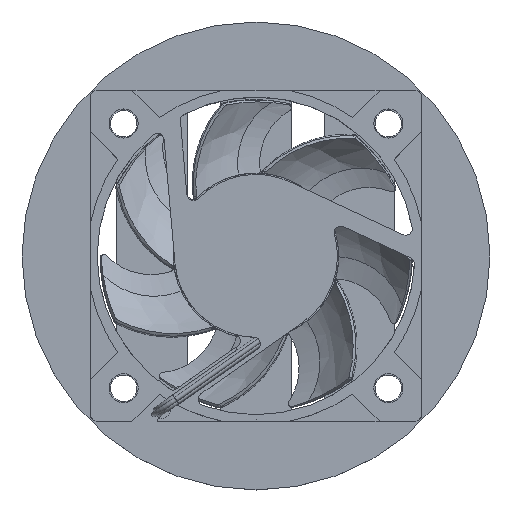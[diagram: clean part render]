
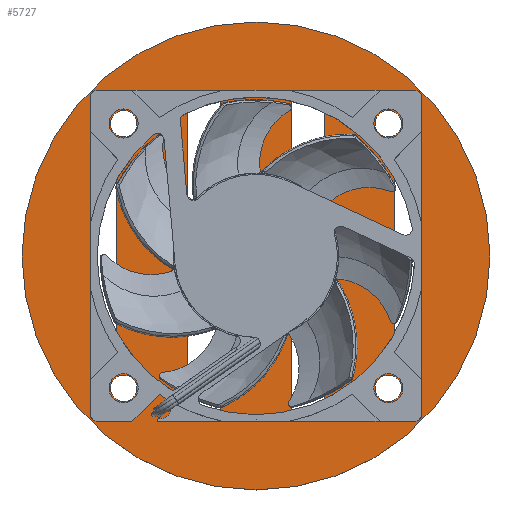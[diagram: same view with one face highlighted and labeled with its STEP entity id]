
A CAD part, top view. The second image highlights one B-rep face of the part: STEP entity #5727.
In plain terms, the highlighted planar face has unit normal (0, 0, 1).
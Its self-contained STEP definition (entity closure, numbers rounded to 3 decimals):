
#488=FACE_BOUND('',#1261,.T.);
#489=FACE_BOUND('',#1262,.T.);
#490=FACE_BOUND('',#1263,.T.);
#491=FACE_BOUND('',#1264,.T.);
#492=FACE_BOUND('',#1265,.T.);
#493=FACE_BOUND('',#1266,.T.);
#494=FACE_BOUND('',#1267,.T.);
#495=FACE_BOUND('',#1268,.T.);
#496=FACE_BOUND('',#1269,.T.);
#584=PLANE('',#6220);
#912=FACE_OUTER_BOUND('',#1260,.T.);
#1260=EDGE_LOOP('',(#5321));
#1261=EDGE_LOOP('',(#5322));
#1262=EDGE_LOOP('',(#5323));
#1263=EDGE_LOOP('',(#5324,#5325,#5326,#5327));
#1264=EDGE_LOOP('',(#5328));
#1265=EDGE_LOOP('',(#5329));
#1266=EDGE_LOOP('',(#5330,#5331,#5332,#5333));
#1267=EDGE_LOOP('',(#5334));
#1268=EDGE_LOOP('',(#5335,#5336,#5337,#5338));
#1269=EDGE_LOOP('',(#5339,#5340,#5341,#5342));
#1560=CIRCLE('',#6171,35.355);
#1575=CIRCLE('',#6196,6.1);
#1576=CIRCLE('',#6199,6.1);
#1577=CIRCLE('',#6201,2.);
#1578=CIRCLE('',#6203,3.1);
#1579=CIRCLE('',#6209,2.);
#1580=CIRCLE('',#6211,2.);
#1581=CIRCLE('',#6213,6.1);
#1582=CIRCLE('',#6216,6.1);
#1583=CIRCLE('',#6219,2.);
#1857=LINE('',#26182,#2163);
#1860=LINE('',#26187,#2166);
#1862=LINE('',#26191,#2168);
#1864=LINE('',#26194,#2170);
#1865=LINE('',#26198,#2171);
#1869=LINE('',#26207,#2175);
#1873=LINE('',#26222,#2179);
#1876=LINE('',#26227,#2182);
#1878=LINE('',#26231,#2184);
#1880=LINE('',#26234,#2186);
#1885=LINE('',#26251,#2191);
#1888=LINE('',#26258,#2194);
#2163=VECTOR('',#7387,10.);
#2166=VECTOR('',#7392,10.);
#2168=VECTOR('',#7396,10.);
#2170=VECTOR('',#7400,10.);
#2171=VECTOR('',#7403,10.);
#2175=VECTOR('',#7413,10.);
#2179=VECTOR('',#7431,10.);
#2182=VECTOR('',#7436,10.);
#2184=VECTOR('',#7440,10.);
#2186=VECTOR('',#7444,10.);
#2191=VECTOR('',#7463,10.);
#2194=VECTOR('',#7472,10.);
#2692=VERTEX_POINT('',#26065);
#2721=VERTEX_POINT('',#26180);
#2722=VERTEX_POINT('',#26181);
#2723=VERTEX_POINT('',#26186);
#2724=VERTEX_POINT('',#26190);
#2725=VERTEX_POINT('',#26196);
#2726=VERTEX_POINT('',#26197);
#2727=VERTEX_POINT('',#26202);
#2728=VERTEX_POINT('',#26206);
#2729=VERTEX_POINT('',#26212);
#2730=VERTEX_POINT('',#26216);
#2731=VERTEX_POINT('',#26220);
#2732=VERTEX_POINT('',#26221);
#2733=VERTEX_POINT('',#26226);
#2734=VERTEX_POINT('',#26230);
#2735=VERTEX_POINT('',#26236);
#2736=VERTEX_POINT('',#26240);
#2737=VERTEX_POINT('',#26244);
#2738=VERTEX_POINT('',#26245);
#2739=VERTEX_POINT('',#26250);
#2740=VERTEX_POINT('',#26254);
#2741=VERTEX_POINT('',#26260);
#3534=EDGE_CURVE('',#2692,#2692,#1560,.T.);
#3567=EDGE_CURVE('',#2721,#2722,#1857,.T.);
#3570=EDGE_CURVE('',#2723,#2721,#1860,.T.);
#3572=EDGE_CURVE('',#2724,#2723,#1862,.T.);
#3574=EDGE_CURVE('',#2722,#2724,#1864,.T.);
#3575=EDGE_CURVE('',#2725,#2726,#1865,.T.);
#3578=EDGE_CURVE('',#2727,#2725,#1575,.T.);
#3580=EDGE_CURVE('',#2728,#2727,#1869,.T.);
#3582=EDGE_CURVE('',#2726,#2728,#1576,.T.);
#3584=EDGE_CURVE('',#2729,#2729,#1577,.T.);
#3586=EDGE_CURVE('',#2730,#2730,#1578,.T.);
#3587=EDGE_CURVE('',#2731,#2732,#1873,.T.);
#3590=EDGE_CURVE('',#2733,#2731,#1876,.T.);
#3592=EDGE_CURVE('',#2734,#2733,#1878,.T.);
#3594=EDGE_CURVE('',#2732,#2734,#1880,.T.);
#3596=EDGE_CURVE('',#2735,#2735,#1579,.T.);
#3598=EDGE_CURVE('',#2736,#2736,#1580,.T.);
#3599=EDGE_CURVE('',#2737,#2738,#1581,.T.);
#3602=EDGE_CURVE('',#2739,#2737,#1885,.T.);
#3604=EDGE_CURVE('',#2740,#2739,#1582,.T.);
#3606=EDGE_CURVE('',#2738,#2740,#1888,.T.);
#3608=EDGE_CURVE('',#2741,#2741,#1583,.T.);
#5321=ORIENTED_EDGE('',*,*,#3534,.F.);
#5322=ORIENTED_EDGE('',*,*,#3586,.F.);
#5323=ORIENTED_EDGE('',*,*,#3608,.F.);
#5324=ORIENTED_EDGE('',*,*,#3606,.F.);
#5325=ORIENTED_EDGE('',*,*,#3599,.F.);
#5326=ORIENTED_EDGE('',*,*,#3602,.F.);
#5327=ORIENTED_EDGE('',*,*,#3604,.F.);
#5328=ORIENTED_EDGE('',*,*,#3598,.F.);
#5329=ORIENTED_EDGE('',*,*,#3596,.F.);
#5330=ORIENTED_EDGE('',*,*,#3594,.F.);
#5331=ORIENTED_EDGE('',*,*,#3587,.F.);
#5332=ORIENTED_EDGE('',*,*,#3590,.F.);
#5333=ORIENTED_EDGE('',*,*,#3592,.F.);
#5334=ORIENTED_EDGE('',*,*,#3584,.F.);
#5335=ORIENTED_EDGE('',*,*,#3582,.F.);
#5336=ORIENTED_EDGE('',*,*,#3575,.F.);
#5337=ORIENTED_EDGE('',*,*,#3578,.F.);
#5338=ORIENTED_EDGE('',*,*,#3580,.F.);
#5339=ORIENTED_EDGE('',*,*,#3574,.F.);
#5340=ORIENTED_EDGE('',*,*,#3567,.F.);
#5341=ORIENTED_EDGE('',*,*,#3570,.F.);
#5342=ORIENTED_EDGE('',*,*,#3572,.F.);
#5727=ADVANCED_FACE('',(#912,#488,#489,#490,#491,#492,#493,#494,#495,#496),
#584,.F.);
#6171=AXIS2_PLACEMENT_3D('',#26067,#7332,#7333);
#6196=AXIS2_PLACEMENT_3D('',#26203,#7408,#7409);
#6199=AXIS2_PLACEMENT_3D('',#26210,#7417,#7418);
#6201=AXIS2_PLACEMENT_3D('',#26214,#7422,#7423);
#6203=AXIS2_PLACEMENT_3D('',#26218,#7427,#7428);
#6209=AXIS2_PLACEMENT_3D('',#26238,#7448,#7449);
#6211=AXIS2_PLACEMENT_3D('',#26242,#7453,#7454);
#6213=AXIS2_PLACEMENT_3D('',#26246,#7457,#7458);
#6216=AXIS2_PLACEMENT_3D('',#26255,#7467,#7468);
#6219=AXIS2_PLACEMENT_3D('',#26262,#7476,#7477);
#6220=AXIS2_PLACEMENT_3D('',#26263,#7478,#7479);
#7332=DIRECTION('center_axis',(0.,0.,-1.));
#7333=DIRECTION('ref_axis',(1.,0.,0.));
#7387=DIRECTION('',(0.,-1.,0.));
#7392=DIRECTION('',(-1.,0.,0.));
#7396=DIRECTION('',(0.,1.,0.));
#7400=DIRECTION('',(1.,0.,0.));
#7403=DIRECTION('',(0.,1.,0.));
#7408=DIRECTION('center_axis',(0.,0.,-1.));
#7409=DIRECTION('ref_axis',(1.,0.,0.));
#7413=DIRECTION('',(0.,-1.,0.));
#7417=DIRECTION('center_axis',(0.,0.,-1.));
#7418=DIRECTION('ref_axis',(1.,0.,0.));
#7422=DIRECTION('center_axis',(0.,0.,1.));
#7423=DIRECTION('ref_axis',(1.,0.,0.));
#7427=DIRECTION('center_axis',(0.,0.,1.));
#7428=DIRECTION('ref_axis',(1.,0.,0.));
#7431=DIRECTION('',(0.,-1.,0.));
#7436=DIRECTION('',(-1.,0.,0.));
#7440=DIRECTION('',(0.,1.,0.));
#7444=DIRECTION('',(1.,0.,0.));
#7448=DIRECTION('center_axis',(0.,0.,1.));
#7449=DIRECTION('ref_axis',(1.,0.,0.));
#7453=DIRECTION('center_axis',(0.,0.,1.));
#7454=DIRECTION('ref_axis',(1.,0.,0.));
#7457=DIRECTION('center_axis',(0.,0.,-1.));
#7458=DIRECTION('ref_axis',(1.,0.,0.));
#7463=DIRECTION('',(0.,1.,0.));
#7467=DIRECTION('center_axis',(0.,0.,-1.));
#7468=DIRECTION('ref_axis',(1.,0.,0.));
#7472=DIRECTION('',(0.,-1.,0.));
#7476=DIRECTION('center_axis',(0.,0.,1.));
#7477=DIRECTION('ref_axis',(1.,0.,0.));
#7478=DIRECTION('center_axis',(0.,0.,-1.));
#7479=DIRECTION('ref_axis',(1.,0.,0.));
#26065=CARTESIAN_POINT('',(-35.355,0.,-80.));
#26067=CARTESIAN_POINT('Origin',(0.,0.,-80.));
#26180=CARTESIAN_POINT('',(5.3,25.,-80.));
#26181=CARTESIAN_POINT('',(5.3,-25.,-80.));
#26182=CARTESIAN_POINT('',(5.3,30.,-80.));
#26186=CARTESIAN_POINT('',(10.3,25.,-80.));
#26187=CARTESIAN_POINT('',(-25.,25.,-80.));
#26190=CARTESIAN_POINT('',(10.3,-25.,-80.));
#26191=CARTESIAN_POINT('',(10.3,-30.,-80.));
#26194=CARTESIAN_POINT('',(25.,-25.,-80.));
#26196=CARTESIAN_POINT('',(25.,-16.506,-80.));
#26197=CARTESIAN_POINT('',(25.,16.506,-80.));
#26198=CARTESIAN_POINT('',(25.,25.,-80.));
#26202=CARTESIAN_POINT('',(21.,-13.983,-80.));
#26203=CARTESIAN_POINT('Origin',(20.,-20.,-80.));
#26206=CARTESIAN_POINT('',(21.,13.983,-80.));
#26207=CARTESIAN_POINT('',(21.,30.,-80.));
#26210=CARTESIAN_POINT('Origin',(20.,20.,-80.));
#26212=CARTESIAN_POINT('',(18.,-20.,-80.));
#26214=CARTESIAN_POINT('Origin',(20.,-20.,-80.));
#26216=CARTESIAN_POINT('',(-3.1,0.,-80.));
#26218=CARTESIAN_POINT('Origin',(0.,0.,-80.));
#26220=CARTESIAN_POINT('',(-10.4,25.,-80.));
#26221=CARTESIAN_POINT('',(-10.4,-25.,-80.));
#26222=CARTESIAN_POINT('',(-10.4,30.,-80.));
#26226=CARTESIAN_POINT('',(-5.4,25.,-80.));
#26227=CARTESIAN_POINT('',(-25.,25.,-80.));
#26230=CARTESIAN_POINT('',(-5.4,-25.,-80.));
#26231=CARTESIAN_POINT('',(-5.4,-30.,-80.));
#26234=CARTESIAN_POINT('',(25.,-25.,-80.));
#26236=CARTESIAN_POINT('',(18.,20.,-80.));
#26238=CARTESIAN_POINT('Origin',(20.,20.,-80.));
#26240=CARTESIAN_POINT('',(-22.,20.,-80.));
#26242=CARTESIAN_POINT('Origin',(-20.,20.,-80.));
#26244=CARTESIAN_POINT('',(-21.1,14.,-80.));
#26245=CARTESIAN_POINT('',(-25.,16.506,-80.));
#26246=CARTESIAN_POINT('Origin',(-20.,20.,-80.));
#26250=CARTESIAN_POINT('',(-21.1,-14.,-80.));
#26251=CARTESIAN_POINT('',(-21.1,-30.,-80.));
#26254=CARTESIAN_POINT('',(-25.,-16.506,-80.));
#26255=CARTESIAN_POINT('Origin',(-20.,-20.,-80.));
#26258=CARTESIAN_POINT('',(-25.,-25.,-80.));
#26260=CARTESIAN_POINT('',(-22.,-20.,-80.));
#26262=CARTESIAN_POINT('Origin',(-20.,-20.,-80.));
#26263=CARTESIAN_POINT('Origin',(0.,0.,-80.));
